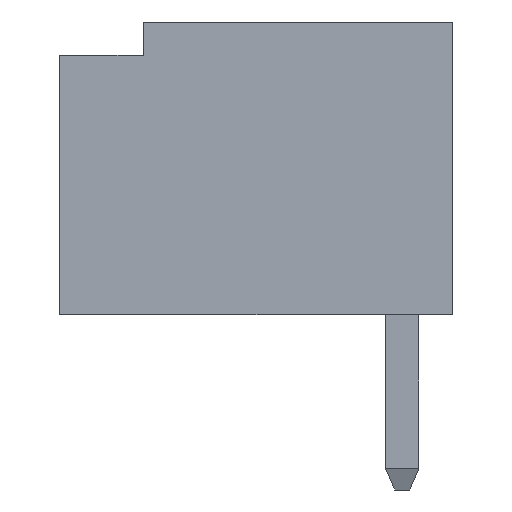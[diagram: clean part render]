
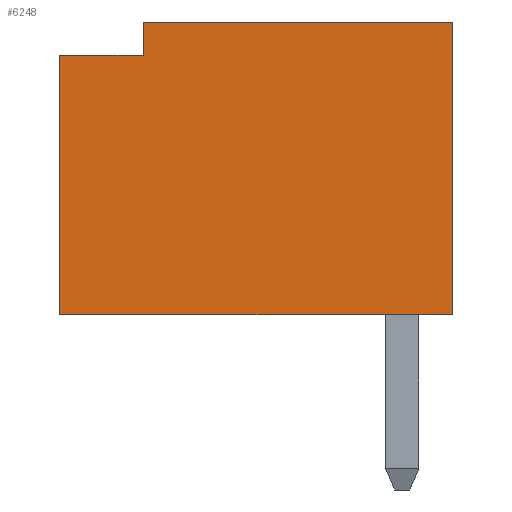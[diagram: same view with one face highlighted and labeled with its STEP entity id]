
A CAD part, left-side view. The second image highlights one B-rep face of the part: STEP entity #6248.
In plain terms, the highlighted planar face has unit normal (-1, 0, 0).
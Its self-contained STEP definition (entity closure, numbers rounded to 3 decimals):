
#5=DIRECTION('',(0.,0.,1.));
#6=VECTOR('',#5,3.5);
#7=CARTESIAN_POINT('',(-7.125,0.,-1.75));
#8=LINE('',#7,#6);
#57=DIRECTION('',(0.,1.,0.));
#58=VECTOR('',#57,3.7);
#59=CARTESIAN_POINT('',(-7.125,0.,1.75));
#60=LINE('',#59,#58);
#833=DIRECTION('',(0.,0.,1.));
#834=VECTOR('',#833,3.1);
#835=CARTESIAN_POINT('',(-7.125,4.7,-1.75));
#836=LINE('',#835,#834);
#961=DIRECTION('',(0.,-1.,0.));
#962=VECTOR('',#961,1.);
#963=CARTESIAN_POINT('',(-7.125,4.7,1.35));
#964=LINE('',#963,#962);
#965=DIRECTION('',(0.,0.,-1.));
#966=VECTOR('',#965,0.4);
#967=CARTESIAN_POINT('',(-7.125,3.7,1.75));
#968=LINE('',#967,#966);
#969=DIRECTION('',(0.,1.,0.));
#970=VECTOR('',#969,4.7);
#971=CARTESIAN_POINT('',(-7.125,0.,-1.75));
#972=LINE('',#971,#970);
#4017=CARTESIAN_POINT('',(-7.125,0.,-1.75));
#4018=CARTESIAN_POINT('',(-7.125,0.,1.75));
#4019=VERTEX_POINT('',#4017);
#4020=VERTEX_POINT('',#4018);
#4039=CARTESIAN_POINT('',(-7.125,4.7,-1.75));
#4040=VERTEX_POINT('',#4039);
#4065=CARTESIAN_POINT('',(-7.125,4.7,1.35));
#4066=CARTESIAN_POINT('',(-7.125,3.7,1.35));
#4067=VERTEX_POINT('',#4065);
#4068=VERTEX_POINT('',#4066);
#4069=CARTESIAN_POINT('',(-7.125,3.7,1.75));
#4070=VERTEX_POINT('',#4069);
#6233=CARTESIAN_POINT('',(-7.125,0.,-1.75));
#6234=DIRECTION('',(-1.,0.,0.));
#6235=DIRECTION('',(0.,0.,1.));
#6236=AXIS2_PLACEMENT_3D('',#6233,#6234,#6235);
#6237=PLANE('',#6236);
#6239=ORIENTED_EDGE('',*,*,#6238,.T.);
#6240=ORIENTED_EDGE('',*,*,#6222,.F.);
#6241=ORIENTED_EDGE('',*,*,#5327,.F.);
#6242=ORIENTED_EDGE('',*,*,#5270,.F.);
#6244=ORIENTED_EDGE('',*,*,#6243,.T.);
#6245=ORIENTED_EDGE('',*,*,#6084,.T.);
#6246=EDGE_LOOP('',(#6239,#6240,#6241,#6242,#6244,#6245));
#6247=FACE_OUTER_BOUND('',#6246,.F.);
#5270=EDGE_CURVE('',#4019,#4020,#8,.T.);
#5327=EDGE_CURVE('',#4020,#4070,#60,.T.);
#6084=EDGE_CURVE('',#4040,#4067,#836,.T.);
#6222=EDGE_CURVE('',#4070,#4068,#968,.T.);
#6238=EDGE_CURVE('',#4067,#4068,#964,.T.);
#6243=EDGE_CURVE('',#4019,#4040,#972,.T.);
#6248=ADVANCED_FACE('',(#6247),#6237,.T.);
